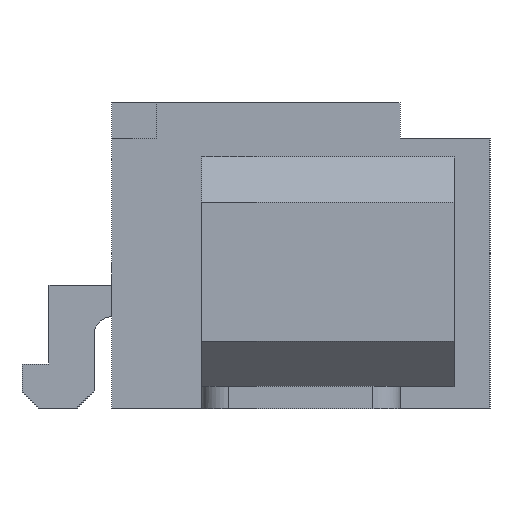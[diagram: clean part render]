
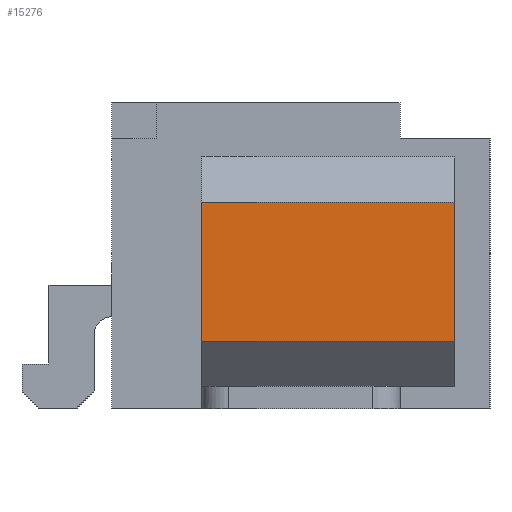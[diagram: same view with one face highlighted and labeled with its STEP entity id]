
A CAD part, left-side view. The second image highlights one B-rep face of the part: STEP entity #15276.
In plain terms, the highlighted planar face has unit normal (-1, 0, 0).
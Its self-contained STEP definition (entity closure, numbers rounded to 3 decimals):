
#6949 = PLANE('',#6950);
#6950 = AXIS2_PLACEMENT_3D('',#6951,#6952,#6953);
#6951 = CARTESIAN_POINT('',(-4.,-0.35,0.25));
#6952 = DIRECTION('',(0.,-1.,0.));
#6953 = DIRECTION('',(0.,0.,-1.));
#7171 = PLANE('',#7172);
#7172 = AXIS2_PLACEMENT_3D('',#7173,#7174,#7175);
#7173 = CARTESIAN_POINT('',(-4.,-3.15,0.25));
#7174 = DIRECTION('',(0.,-1.,0.));
#7175 = DIRECTION('',(0.,0.,-1.));
#12180 = PLANE('',#12181);
#12181 = AXIS2_PLACEMENT_3D('',#12182,#12183,#12184);
#12182 = CARTESIAN_POINT('',(-5.75,-0.35,2.3));
#12183 = DIRECTION('',(0.,0.,1.));
#12184 = DIRECTION('',(1.,0.,0.));
#12264 = VERTEX_POINT('',#12265);
#12265 = CARTESIAN_POINT('',(-5.75,-3.15,2.3));
#12286 = EDGE_CURVE('',#12287,#12264,#12289,.T.);
#12287 = VERTEX_POINT('',#12288);
#12288 = CARTESIAN_POINT('',(-5.75,-3.15,0.75));
#12289 = SURFACE_CURVE('',#12290,(#12294,#12301),.PCURVE_S1.);
#12290 = LINE('',#12291,#12292);
#12291 = CARTESIAN_POINT('',(-5.75,-3.15,0.75));
#12292 = VECTOR('',#12293,1.);
#12293 = DIRECTION('',(0.,0.,1.));
#12294 = PCURVE('',#7171,#12295);
#12295 = DEFINITIONAL_REPRESENTATION('',(#12296),#12300);
#12296 = LINE('',#12297,#12298);
#12297 = CARTESIAN_POINT('',(-0.5,-1.75));
#12298 = VECTOR('',#12299,1.);
#12299 = DIRECTION('',(-1.,0.));
#12300 = ( GEOMETRIC_REPRESENTATION_CONTEXT(2)
PARAMETRIC_REPRESENTATION_CONTEXT() REPRESENTATION_CONTEXT('2D SPACE',''
) );
#12301 = PCURVE('',#12302,#12307);
#12302 = PLANE('',#12303);
#12303 = AXIS2_PLACEMENT_3D('',#12304,#12305,#12306);
#12304 = CARTESIAN_POINT('',(-5.75,-0.35,0.75));
#12305 = DIRECTION('',(-1.,0.,0.));
#12306 = DIRECTION('',(0.,0.,1.));
#12307 = DEFINITIONAL_REPRESENTATION('',(#12308),#12312);
#12308 = LINE('',#12309,#12310);
#12309 = CARTESIAN_POINT('',(0.,-2.8));
#12310 = VECTOR('',#12311,1.);
#12311 = DIRECTION('',(1.,0.));
#12312 = ( GEOMETRIC_REPRESENTATION_CONTEXT(2)
PARAMETRIC_REPRESENTATION_CONTEXT() REPRESENTATION_CONTEXT('2D SPACE',''
) );
#12328 = PLANE('',#12329);
#12329 = AXIS2_PLACEMENT_3D('',#12330,#12331,#12332);
#12330 = CARTESIAN_POINT('',(-5.25,-0.35,0.25));
#12331 = DIRECTION('',(-0.707,0.,-0.707));
#12332 = DIRECTION('',(-0.707,0.,0.707));
#13056 = VERTEX_POINT('',#13057);
#13057 = CARTESIAN_POINT('',(-5.75,-0.35,2.3));
#13078 = EDGE_CURVE('',#13079,#13056,#13081,.T.);
#13079 = VERTEX_POINT('',#13080);
#13080 = CARTESIAN_POINT('',(-5.75,-0.35,0.75));
#13081 = SURFACE_CURVE('',#13082,(#13086,#13093),.PCURVE_S1.);
#13082 = LINE('',#13083,#13084);
#13083 = CARTESIAN_POINT('',(-5.75,-0.35,0.75));
#13084 = VECTOR('',#13085,1.);
#13085 = DIRECTION('',(0.,0.,1.));
#13086 = PCURVE('',#6949,#13087);
#13087 = DEFINITIONAL_REPRESENTATION('',(#13088),#13092);
#13088 = LINE('',#13089,#13090);
#13089 = CARTESIAN_POINT('',(-0.5,-1.75));
#13090 = VECTOR('',#13091,1.);
#13091 = DIRECTION('',(-1.,0.));
#13092 = ( GEOMETRIC_REPRESENTATION_CONTEXT(2)
PARAMETRIC_REPRESENTATION_CONTEXT() REPRESENTATION_CONTEXT('2D SPACE',''
) );
#13093 = PCURVE('',#12302,#13094);
#13094 = DEFINITIONAL_REPRESENTATION('',(#13095),#13099);
#13095 = LINE('',#13096,#13097);
#13096 = CARTESIAN_POINT('',(0.,0.));
#13097 = VECTOR('',#13098,1.);
#13098 = DIRECTION('',(1.,0.));
#13099 = ( GEOMETRIC_REPRESENTATION_CONTEXT(2)
PARAMETRIC_REPRESENTATION_CONTEXT() REPRESENTATION_CONTEXT('2D SPACE',''
) );
#15177 = EDGE_CURVE('',#13056,#12264,#15178,.T.);
#15178 = SURFACE_CURVE('',#15179,(#15183,#15190),.PCURVE_S1.);
#15179 = LINE('',#15180,#15181);
#15180 = CARTESIAN_POINT('',(-5.75,-0.35,2.3));
#15181 = VECTOR('',#15182,1.);
#15182 = DIRECTION('',(0.,-1.,0.));
#15183 = PCURVE('',#12180,#15184);
#15184 = DEFINITIONAL_REPRESENTATION('',(#15185),#15189);
#15185 = LINE('',#15186,#15187);
#15186 = CARTESIAN_POINT('',(0.,0.));
#15187 = VECTOR('',#15188,1.);
#15188 = DIRECTION('',(0.,-1.));
#15189 = ( GEOMETRIC_REPRESENTATION_CONTEXT(2)
PARAMETRIC_REPRESENTATION_CONTEXT() REPRESENTATION_CONTEXT('2D SPACE',''
) );
#15190 = PCURVE('',#12302,#15191);
#15191 = DEFINITIONAL_REPRESENTATION('',(#15192),#15196);
#15192 = LINE('',#15193,#15194);
#15193 = CARTESIAN_POINT('',(1.55,0.));
#15194 = VECTOR('',#15195,1.);
#15195 = DIRECTION('',(0.,-1.));
#15196 = ( GEOMETRIC_REPRESENTATION_CONTEXT(2)
PARAMETRIC_REPRESENTATION_CONTEXT() REPRESENTATION_CONTEXT('2D SPACE',''
) );
#15255 = EDGE_CURVE('',#13079,#12287,#15256,.T.);
#15256 = SURFACE_CURVE('',#15257,(#15261,#15268),.PCURVE_S1.);
#15257 = LINE('',#15258,#15259);
#15258 = CARTESIAN_POINT('',(-5.75,-0.35,0.75));
#15259 = VECTOR('',#15260,1.);
#15260 = DIRECTION('',(0.,-1.,0.));
#15261 = PCURVE('',#12328,#15262);
#15262 = DEFINITIONAL_REPRESENTATION('',(#15263),#15267);
#15263 = LINE('',#15264,#15265);
#15264 = CARTESIAN_POINT('',(0.707,0.));
#15265 = VECTOR('',#15266,1.);
#15266 = DIRECTION('',(0.,-1.));
#15267 = ( GEOMETRIC_REPRESENTATION_CONTEXT(2)
PARAMETRIC_REPRESENTATION_CONTEXT() REPRESENTATION_CONTEXT('2D SPACE',''
) );
#15268 = PCURVE('',#12302,#15269);
#15269 = DEFINITIONAL_REPRESENTATION('',(#15270),#15274);
#15270 = LINE('',#15271,#15272);
#15271 = CARTESIAN_POINT('',(0.,0.));
#15272 = VECTOR('',#15273,1.);
#15273 = DIRECTION('',(0.,-1.));
#15274 = ( GEOMETRIC_REPRESENTATION_CONTEXT(2)
PARAMETRIC_REPRESENTATION_CONTEXT() REPRESENTATION_CONTEXT('2D SPACE',''
) );
#15276 = ADVANCED_FACE('',(#15277),#12302,.T.);
#15277 = FACE_BOUND('',#15278,.T.);
#15278 = EDGE_LOOP('',(#15279,#15280,#15281,#15282));
#15279 = ORIENTED_EDGE('',*,*,#15255,.T.);
#15280 = ORIENTED_EDGE('',*,*,#12286,.T.);
#15281 = ORIENTED_EDGE('',*,*,#15177,.F.);
#15282 = ORIENTED_EDGE('',*,*,#13078,.F.);
